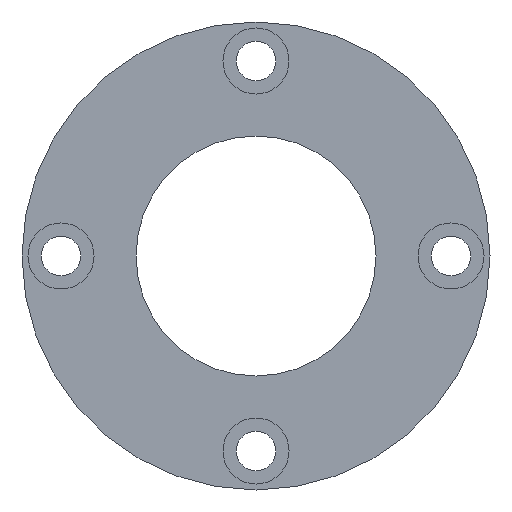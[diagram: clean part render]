
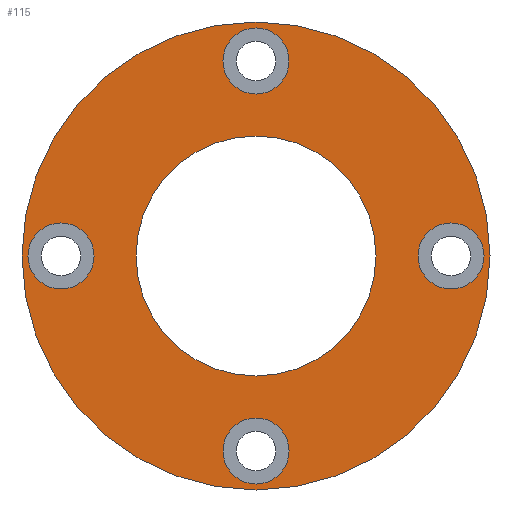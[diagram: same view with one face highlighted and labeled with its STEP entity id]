
A CAD part, left-side view. The second image highlights one B-rep face of the part: STEP entity #115.
In plain terms, the highlighted planar face has unit normal (-1, 0, 0).
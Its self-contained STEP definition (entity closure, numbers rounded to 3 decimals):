
#115 = ADVANCED_FACE( '', ( #211, #212, #213, #214, #215, #216 ), #217, .T. );
#211 = FACE_BOUND( '', #312, .T. );
#212 = FACE_BOUND( '', #313, .T. );
#213 = FACE_BOUND( '', #314, .T. );
#214 = FACE_BOUND( '', #315, .T. );
#215 = FACE_BOUND( '', #316, .T. );
#216 = FACE_OUTER_BOUND( '', #317, .T. );
#217 = PLANE( '', #318 );
#312 = EDGE_LOOP( '', ( #607, #608 ) );
#313 = EDGE_LOOP( '', ( #609, #610 ) );
#314 = EDGE_LOOP( '', ( #611, #612 ) );
#315 = EDGE_LOOP( '', ( #613, #614 ) );
#316 = EDGE_LOOP( '', ( #615, #616 ) );
#317 = EDGE_LOOP( '', ( #617, #618 ) );
#318 = AXIS2_PLACEMENT_3D( '', #619, #620, #621 );
#607 = ORIENTED_EDGE( '', *, *, #685, .T. );
#608 = ORIENTED_EDGE( '', *, *, #675, .T. );
#609 = ORIENTED_EDGE( '', *, *, #689, .T. );
#610 = ORIENTED_EDGE( '', *, *, #667, .T. );
#611 = ORIENTED_EDGE( '', *, *, #693, .T. );
#612 = ORIENTED_EDGE( '', *, *, #659, .T. );
#613 = ORIENTED_EDGE( '', *, *, #697, .T. );
#614 = ORIENTED_EDGE( '', *, *, #651, .T. );
#615 = ORIENTED_EDGE( '', *, *, #698, .F. );
#616 = ORIENTED_EDGE( '', *, *, #649, .F. );
#617 = ORIENTED_EDGE( '', *, *, #625, .T. );
#618 = ORIENTED_EDGE( '', *, *, #711, .T. );
#619 = CARTESIAN_POINT( '', ( 0., 29.5, 0. ) );
#620 = DIRECTION( '', ( -1., 0., 0. ) );
#621 = DIRECTION( '', ( 0., 1., 0. ) );
#625 = EDGE_CURVE( '', #713, #717, #719, .T. );
#649 = EDGE_CURVE( '', #765, #761, #767, .T. );
#651 = EDGE_CURVE( '', #771, #768, #772, .T. );
#659 = EDGE_CURVE( '', #787, #784, #788, .T. );
#667 = EDGE_CURVE( '', #803, #800, #804, .T. );
#675 = EDGE_CURVE( '', #819, #816, #820, .T. );
#685 = EDGE_CURVE( '', #816, #819, #835, .T. );
#689 = EDGE_CURVE( '', #800, #803, #839, .T. );
#693 = EDGE_CURVE( '', #784, #787, #843, .T. );
#697 = EDGE_CURVE( '', #768, #771, #847, .T. );
#698 = EDGE_CURVE( '', #761, #765, #848, .T. );
#711 = EDGE_CURVE( '', #717, #713, #861, .T. );
#713 = VERTEX_POINT( '', #863 );
#717 = VERTEX_POINT( '', #868 );
#719 = CIRCLE( '', #871, 39. );
#761 = VERTEX_POINT( '', #923 );
#765 = VERTEX_POINT( '', #928 );
#767 = CIRCLE( '', #931, 20. );
#768 = VERTEX_POINT( '', #932 );
#771 = VERTEX_POINT( '', #936 );
#772 = CIRCLE( '', #937, 5.5 );
#784 = VERTEX_POINT( '', #952 );
#787 = VERTEX_POINT( '', #956 );
#788 = CIRCLE( '', #957, 5.5 );
#800 = VERTEX_POINT( '', #972 );
#803 = VERTEX_POINT( '', #976 );
#804 = CIRCLE( '', #977, 5.5 );
#816 = VERTEX_POINT( '', #992 );
#819 = VERTEX_POINT( '', #996 );
#820 = CIRCLE( '', #997, 5.5 );
#835 = CIRCLE( '', #1015, 5.5 );
#839 = CIRCLE( '', #1019, 5.5 );
#843 = CIRCLE( '', #1023, 5.5 );
#847 = CIRCLE( '', #1027, 5.5 );
#848 = CIRCLE( '', #1028, 20. );
#861 = CIRCLE( '', #1041, 39. );
#863 = CARTESIAN_POINT( '', ( 0., 39., 0. ) );
#868 = CARTESIAN_POINT( '', ( 0., -39., 0. ) );
#871 = AXIS2_PLACEMENT_3D( '', #1047, #1048, #1049 );
#923 = CARTESIAN_POINT( '', ( 0., 20., 0. ) );
#928 = CARTESIAN_POINT( '', ( 0., -20., 0. ) );
#931 = AXIS2_PLACEMENT_3D( '', #1095, #1096, #1097 );
#932 = CARTESIAN_POINT( '', ( 0., 38., 0. ) );
#936 = CARTESIAN_POINT( '', ( 0., 27., 0. ) );
#937 = AXIS2_PLACEMENT_3D( '', #1099, #1100, #1101 );
#952 = CARTESIAN_POINT( '', ( 0., 5.5, -32.5 ) );
#956 = CARTESIAN_POINT( '', ( 0., -5.5, -32.5 ) );
#957 = AXIS2_PLACEMENT_3D( '', #1115, #1116, #1117 );
#972 = CARTESIAN_POINT( '', ( 0., -27., 0. ) );
#976 = CARTESIAN_POINT( '', ( 0., -38., 0. ) );
#977 = AXIS2_PLACEMENT_3D( '', #1131, #1132, #1133 );
#992 = CARTESIAN_POINT( '', ( 0., 5.5, 32.5 ) );
#996 = CARTESIAN_POINT( '', ( 0., -5.5, 32.5 ) );
#997 = AXIS2_PLACEMENT_3D( '', #1147, #1148, #1149 );
#1015 = AXIS2_PLACEMENT_3D( '', #1171, #1172, #1173 );
#1019 = AXIS2_PLACEMENT_3D( '', #1183, #1184, #1185 );
#1023 = AXIS2_PLACEMENT_3D( '', #1195, #1196, #1197 );
#1027 = AXIS2_PLACEMENT_3D( '', #1207, #1208, #1209 );
#1028 = AXIS2_PLACEMENT_3D( '', #1210, #1211, #1212 );
#1041 = AXIS2_PLACEMENT_3D( '', #1249, #1250, #1251 );
#1047 = CARTESIAN_POINT( '', ( 0., 0., 0. ) );
#1048 = DIRECTION( '', ( -1., 0., 0. ) );
#1049 = DIRECTION( '', ( 0., 1., 0. ) );
#1095 = CARTESIAN_POINT( '', ( 0., 0., 0. ) );
#1096 = DIRECTION( '', ( -1., 0., 0. ) );
#1097 = DIRECTION( '', ( 0., 1., 0. ) );
#1099 = CARTESIAN_POINT( '', ( 0., 32.5, 0. ) );
#1100 = DIRECTION( '', ( 1., 0., 0. ) );
#1101 = DIRECTION( '', ( 0., 1., 0. ) );
#1115 = CARTESIAN_POINT( '', ( 0., 0., -32.5 ) );
#1116 = DIRECTION( '', ( 1., 0., 0. ) );
#1117 = DIRECTION( '', ( 0., 1., 0. ) );
#1131 = CARTESIAN_POINT( '', ( 0., -32.5, 0. ) );
#1132 = DIRECTION( '', ( 1., 0., 0. ) );
#1133 = DIRECTION( '', ( 0., 1., 0. ) );
#1147 = CARTESIAN_POINT( '', ( 0., 0., 32.5 ) );
#1148 = DIRECTION( '', ( 1., 0., 0. ) );
#1149 = DIRECTION( '', ( 0., 1., 0. ) );
#1171 = CARTESIAN_POINT( '', ( 0., 0., 32.5 ) );
#1172 = DIRECTION( '', ( 1., 0., 0. ) );
#1173 = DIRECTION( '', ( 0., 1., 0. ) );
#1183 = CARTESIAN_POINT( '', ( 0., -32.5, 0. ) );
#1184 = DIRECTION( '', ( 1., 0., 0. ) );
#1185 = DIRECTION( '', ( 0., 1., 0. ) );
#1195 = CARTESIAN_POINT( '', ( 0., 0., -32.5 ) );
#1196 = DIRECTION( '', ( 1., 0., 0. ) );
#1197 = DIRECTION( '', ( 0., 1., 0. ) );
#1207 = CARTESIAN_POINT( '', ( 0., 32.5, 0. ) );
#1208 = DIRECTION( '', ( 1., 0., 0. ) );
#1209 = DIRECTION( '', ( 0., 1., 0. ) );
#1210 = CARTESIAN_POINT( '', ( 0., 0., 0. ) );
#1211 = DIRECTION( '', ( -1., 0., 0. ) );
#1212 = DIRECTION( '', ( 0., 1., 0. ) );
#1249 = CARTESIAN_POINT( '', ( 0., 0., 0. ) );
#1250 = DIRECTION( '', ( -1., 0., 0. ) );
#1251 = DIRECTION( '', ( 0., 1., 0. ) );
